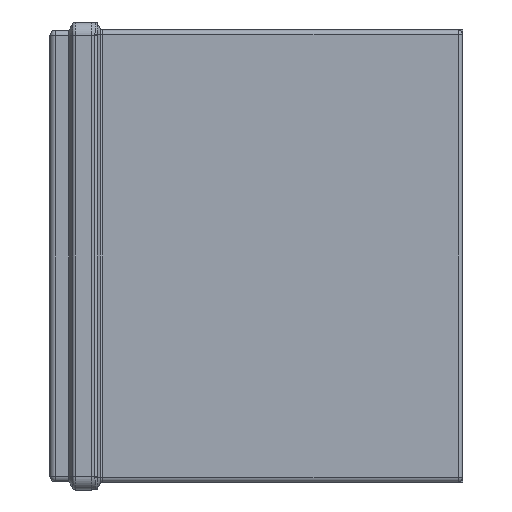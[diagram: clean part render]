
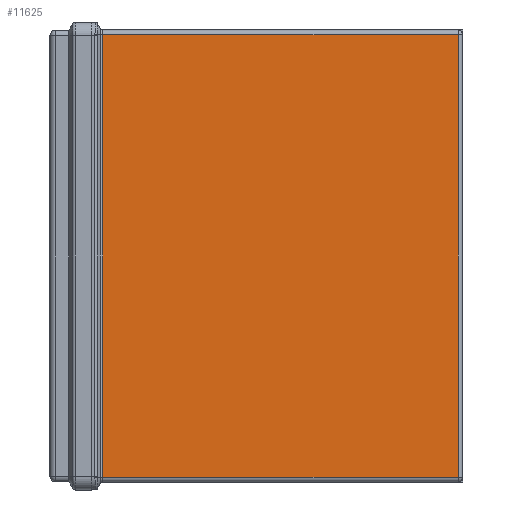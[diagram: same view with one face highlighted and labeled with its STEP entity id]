
A CAD part, left-side view. The second image highlights one B-rep face of the part: STEP entity #11625.
In plain terms, the highlighted planar face has unit normal (-1, 0, 0).
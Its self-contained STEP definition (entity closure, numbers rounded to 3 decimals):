
#651 = ORIENTED_EDGE ( 'NONE', *, *, #22889, .T. ) ;
#5064 = CARTESIAN_POINT ( 'NONE',  ( -167.35, -4.166, -82.1 ) ) ;
#5302 = VECTOR ( 'NONE', #17293, 1000. ) ;
#6272 = VECTOR ( 'NONE', #37660, 1000. ) ;
#8179 = VERTEX_POINT ( 'NONE', #21823 ) ;
#8502 = EDGE_CURVE ( 'NONE', #42321, #43273, #42520, .T. ) ;
#11625 = ADVANCED_FACE ( 'NONE', ( #32734 ), #24515, .T. ) ;
#14175 = LINE ( 'NONE', #5064, #6272 ) ;
#15628 = ORIENTED_EDGE ( 'NONE', *, *, #15870, .T. ) ;
#15870 = EDGE_CURVE ( 'NONE', #43273, #16570, #20037, .T. ) ;
#16570 = VERTEX_POINT ( 'NONE', #44628 ) ;
#17293 = DIRECTION ( 'NONE',  ( 0., 0., 1. ) ) ;
#18853 = CARTESIAN_POINT ( 'NONE',  ( -167.35, -134.8, 80.3 ) ) ;
#19934 = LINE ( 'NONE', #44437, #32346 ) ;
#20029 = DIRECTION ( 'NONE',  ( 0., 0., 1. ) ) ;
#20037 = LINE ( 'NONE', #18853, #44988 ) ;
#21053 = DIRECTION ( 'NONE',  ( 0., -1., 0. ) ) ;
#21823 = CARTESIAN_POINT ( 'NONE',  ( -167.35, -4.166, -80.3 ) ) ;
#22889 = EDGE_CURVE ( 'NONE', #8179, #42321, #19934, .T. ) ;
#24515 = PLANE ( 'NONE',  #56228 ) ;
#24743 = CARTESIAN_POINT ( 'NONE',  ( -167.35, -133.3, -80.3 ) ) ;
#32346 = VECTOR ( 'NONE', #21053, 1000. ) ;
#32734 = FACE_OUTER_BOUND ( 'NONE', #58187, .T. ) ;
#37246 = ORIENTED_EDGE ( 'NONE', *, *, #8502, .T. ) ;
#37660 = DIRECTION ( 'NONE',  ( 0., 0., -1. ) ) ;
#40633 = CARTESIAN_POINT ( 'NONE',  ( -167.35, -133.3, 80.3 ) ) ;
#42321 = VERTEX_POINT ( 'NONE', #24743 ) ;
#42520 = LINE ( 'NONE', #40633, #5302 ) ;
#43273 = VERTEX_POINT ( 'NONE', #44603 ) ;
#43408 = CARTESIAN_POINT ( 'NONE',  ( -167.35, -134.8, -82.1 ) ) ;
#44437 = CARTESIAN_POINT ( 'NONE',  ( -167.35, -134.8, -80.3 ) ) ;
#44603 = CARTESIAN_POINT ( 'NONE',  ( -167.35, -133.3, 80.3 ) ) ;
#44628 = CARTESIAN_POINT ( 'NONE',  ( -167.35, -4.166, 80.3 ) ) ;
#44988 = VECTOR ( 'NONE', #46978, 1000. ) ;
#46978 = DIRECTION ( 'NONE',  ( 0., 1., 0. ) ) ;
#48177 = DIRECTION ( 'NONE',  ( -1., 0., 0. ) ) ;
#51620 = EDGE_CURVE ( 'NONE', #16570, #8179, #14175, .T. ) ;
#53404 = ORIENTED_EDGE ( 'NONE', *, *, #51620, .T. ) ;
#56228 = AXIS2_PLACEMENT_3D ( 'NONE', #43408, #48177, #20029 ) ;
#58187 = EDGE_LOOP ( 'NONE', ( #651, #37246, #15628, #53404 ) ) ;
